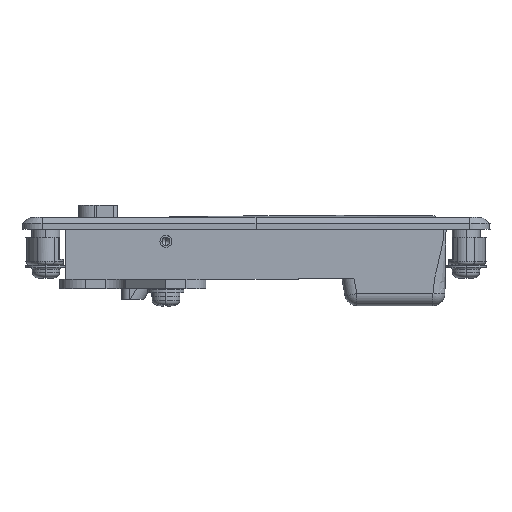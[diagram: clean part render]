
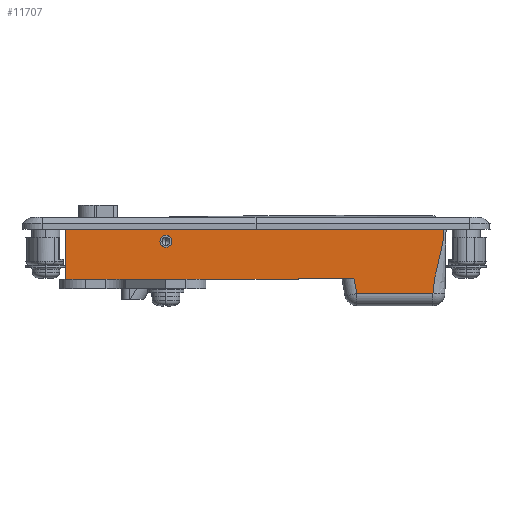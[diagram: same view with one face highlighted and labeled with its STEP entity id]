
A CAD part, left-side view. The second image highlights one B-rep face of the part: STEP entity #11707.
In plain terms, the highlighted planar face has unit normal (-1, 0, 0).
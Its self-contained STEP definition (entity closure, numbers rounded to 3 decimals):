
#357 = DIRECTION ( 'NONE',  ( 0., -1., 0. ) ) ;
#702 = VECTOR ( 'NONE', #1688, 1000. ) ;
#739 = ORIENTED_EDGE ( 'NONE', *, *, #5041, .T. ) ;
#881 = DIRECTION ( 'NONE',  ( 0., -1., 0. ) ) ;
#1151 = CARTESIAN_POINT ( 'NONE',  ( -11.5, -47.681, -16.1 ) ) ;
#1191 = ORIENTED_EDGE ( 'NONE', *, *, #11557, .F. ) ;
#1244 = ORIENTED_EDGE ( 'NONE', *, *, #15093, .T. ) ;
#1371 = AXIS2_PLACEMENT_3D ( 'NONE', #12477, #15157, #14958 ) ;
#1458 = LINE ( 'NONE', #3869, #9122 ) ;
#1688 = DIRECTION ( 'NONE',  ( 0., 1., 0. ) ) ;
#1707 = FACE_OUTER_BOUND ( 'NONE', #8158, .T. ) ;
#1828 = CARTESIAN_POINT ( 'NONE',  ( -11.5, -33., -12.5 ) ) ;
#2175 = CARTESIAN_POINT ( 'NONE',  ( -11.5, 0., -4.5 ) ) ;
#2193 = CARTESIAN_POINT ( 'NONE',  ( -11.5, 0., -3. ) ) ;
#2278 = CARTESIAN_POINT ( 'NONE',  ( -11.5, -69.5, 0. ) ) ;
#2336 = CARTESIAN_POINT ( 'NONE',  ( -11.5, -69.5, 0. ) ) ;
#2708 = CARTESIAN_POINT ( 'NONE',  ( -11.5, 25., 0. ) ) ;
#2752 = LINE ( 'NONE', #3025, #702 ) ;
#2789 = CARTESIAN_POINT ( 'NONE',  ( -11.5, -47.681, -16.1 ) ) ;
#3025 = CARTESIAN_POINT ( 'NONE',  ( -11.5, 25., -12.5 ) ) ;
#3063 = DIRECTION ( 'NONE',  ( 0., 0., -1. ) ) ;
#3500 = CARTESIAN_POINT ( 'NONE',  ( -11.5, 25., -12.5 ) ) ;
#3538 = LINE ( 'NONE', #4279, #11442 ) ;
#3717 = EDGE_CURVE ( 'NONE', #15511, #11517, #1458, .T. ) ;
#3751 = DIRECTION ( 'NONE',  ( -1., 0., 0. ) ) ;
#3783 = ORIENTED_EDGE ( 'NONE', *, *, #6897, .F. ) ;
#3869 = CARTESIAN_POINT ( 'NONE',  ( -11.5, 25., -12.2 ) ) ;
#3872 = VERTEX_POINT ( 'NONE', #9622 ) ;
#3900 = VECTOR ( 'NONE', #357, 1000. ) ;
#4005 = PLANE ( 'NONE',  #1371 ) ;
#4230 = ORIENTED_EDGE ( 'NONE', *, *, #9006, .F. ) ;
#4279 = CARTESIAN_POINT ( 'NONE',  ( -11.5, -66.719, -16.1 ) ) ;
#4303 = VECTOR ( 'NONE', #12608, 1000. ) ;
#4423 = EDGE_LOOP ( 'NONE', ( #1191, #4230 ) ) ;
#4625 = DIRECTION ( 'NONE',  ( 0., 0., 1. ) ) ;
#4637 = CARTESIAN_POINT ( 'NONE',  ( -11.5, -33., -12.5 ) ) ;
#4985 = CARTESIAN_POINT ( 'NONE',  ( -11.5, 0., -3. ) ) ;
#5041 = EDGE_CURVE ( 'NONE', #13987, #9252, #3538, .T. ) ;
#5369 = ORIENTED_EDGE ( 'NONE', *, *, #9793, .T. ) ;
#5416 = EDGE_CURVE ( 'NONE', #6691, #7814, #14971, .T. ) ;
#5548 = ORIENTED_EDGE ( 'NONE', *, *, #11759, .F. ) ;
#6109 = VECTOR ( 'NONE', #14360, 1000. ) ;
#6558 = CARTESIAN_POINT ( 'NONE',  ( -11.5, -46.993, -12.2 ) ) ;
#6581 = VERTEX_POINT ( 'NONE', #3500 ) ;
#6691 = VERTEX_POINT ( 'NONE', #8538 ) ;
#6897 = EDGE_CURVE ( 'NONE', #8475, #6581, #2752, .T. ) ;
#7650 = AXIS2_PLACEMENT_3D ( 'NONE', #4985, #3751, #12176 ) ;
#7803 = LINE ( 'NONE', #1151, #6109 ) ;
#7814 = VERTEX_POINT ( 'NONE', #2278 ) ;
#8158 = EDGE_LOOP ( 'NONE', ( #12472, #1244, #739, #5369, #11697, #11974, #3783, #5548 ) ) ;
#8438 = LINE ( 'NONE', #1828, #13331 ) ;
#8475 = VERTEX_POINT ( 'NONE', #4637 ) ;
#8538 = CARTESIAN_POINT ( 'NONE',  ( -11.5, 25., 0. ) ) ;
#8621 = CARTESIAN_POINT ( 'NONE',  ( -11.5, -66.719, -16.1 ) ) ;
#8739 = DIRECTION ( 'NONE',  ( 0., 1., 0. ) ) ;
#9006 = EDGE_CURVE ( 'NONE', #3872, #9687, #15065, .T. ) ;
#9122 = VECTOR ( 'NONE', #8739, 1000. ) ;
#9252 = VERTEX_POINT ( 'NONE', #8621 ) ;
#9622 = CARTESIAN_POINT ( 'NONE',  ( -11.5, 0., -1.5 ) ) ;
#9681 = CARTESIAN_POINT ( 'NONE',  ( -11.5, -33., -12.2 ) ) ;
#9687 = VERTEX_POINT ( 'NONE', #2175 ) ;
#9793 = EDGE_CURVE ( 'NONE', #9252, #7814, #11456, .T. ) ;
#10677 = DIRECTION ( 'NONE',  ( -1., 0., 0. ) ) ;
#10835 = CARTESIAN_POINT ( 'NONE',  ( -11.5, -69.403, -5.381 ) ) ;
#11273 = LINE ( 'NONE', #14990, #4303 ) ;
#11442 = VECTOR ( 'NONE', #881, 1000. ) ;
#11456 = B_SPLINE_CURVE_WITH_KNOTS ( 'NONE', 3,
 ( #11934, #13083, #10835, #2336 ),
 .UNSPECIFIED., .F., .F.,
 ( 4, 4 ),
 ( 0., 0.333 ),
 .UNSPECIFIED. ) ;
#11517 = VERTEX_POINT ( 'NONE', #9681 ) ;
#11557 = EDGE_CURVE ( 'NONE', #9687, #3872, #13523, .T. ) ;
#11697 = ORIENTED_EDGE ( 'NONE', *, *, #5416, .F. ) ;
#11707 = ADVANCED_FACE ( 'NONE', ( #13139, #1707 ), #4005, .T. ) ;
#11759 = EDGE_CURVE ( 'NONE', #11517, #8475, #8438, .T. ) ;
#11934 = CARTESIAN_POINT ( 'NONE',  ( -11.5, -66.719, -16.1 ) ) ;
#11974 = ORIENTED_EDGE ( 'NONE', *, *, #12314, .F. ) ;
#12176 = DIRECTION ( 'NONE',  ( 0., 0., 1. ) ) ;
#12314 = EDGE_CURVE ( 'NONE', #6581, #6691, #11273, .T. ) ;
#12472 = ORIENTED_EDGE ( 'NONE', *, *, #3717, .F. ) ;
#12477 = CARTESIAN_POINT ( 'NONE',  ( -11.5, 25., -12.5 ) ) ;
#12608 = DIRECTION ( 'NONE',  ( 0., 0., 1. ) ) ;
#12965 = AXIS2_PLACEMENT_3D ( 'NONE', #2193, #10677, #4625 ) ;
#13083 = CARTESIAN_POINT ( 'NONE',  ( -11.5, -66.812, -10.719 ) ) ;
#13139 = FACE_BOUND ( 'NONE', #4423, .T. ) ;
#13331 = VECTOR ( 'NONE', #3063, 1000. ) ;
#13523 = CIRCLE ( 'NONE', #7650, 1.5 ) ;
#13987 = VERTEX_POINT ( 'NONE', #2789 ) ;
#14360 = DIRECTION ( 'NONE',  ( 0., -0.174, -0.985 ) ) ;
#14958 = DIRECTION ( 'NONE',  ( 0., 0., 1. ) ) ;
#14971 = LINE ( 'NONE', #2708, #3900 ) ;
#14990 = CARTESIAN_POINT ( 'NONE',  ( -11.5, 25., 0. ) ) ;
#15065 = CIRCLE ( 'NONE', #12965, 1.5 ) ;
#15093 = EDGE_CURVE ( 'NONE', #15511, #13987, #7803, .T. ) ;
#15157 = DIRECTION ( 'NONE',  ( -1., 0., 0. ) ) ;
#15511 = VERTEX_POINT ( 'NONE', #6558 ) ;
